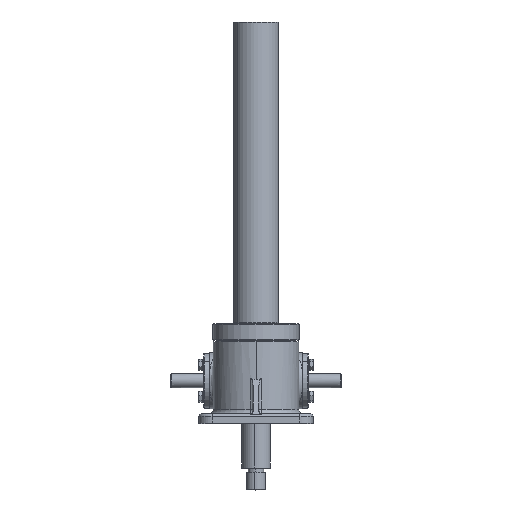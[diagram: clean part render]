
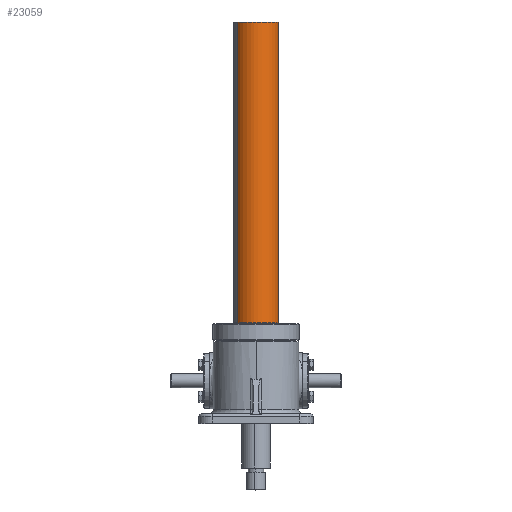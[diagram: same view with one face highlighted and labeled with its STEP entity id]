
A CAD part, top view. The second image highlights one B-rep face of the part: STEP entity #23059.
In plain terms, the highlighted cylindrical face has radius 30.163 mm (diameter 60.325 mm), a partial arc.
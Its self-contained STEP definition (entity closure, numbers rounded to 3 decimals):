
#460 = CARTESIAN_POINT ( 'NONE',  ( -205.136, 0., -30.162 ) ) ;
#1042 = CARTESIAN_POINT ( 'NONE',  ( 420.75, 0., 30.162 ) ) ;
#1666 = AXIS2_PLACEMENT_3D ( 'NONE', #9557, #21190, #23072 ) ;
#1971 = LINE ( 'NONE', #460, #16120 ) ;
#2031 = ORIENTED_EDGE ( 'NONE', *, *, #20100, .T. ) ;
#2503 = VERTEX_POINT ( 'NONE', #3703 ) ;
#2804 = ORIENTED_EDGE ( 'NONE', *, *, #19043, .F. ) ;
#2977 = LINE ( 'NONE', #7264, #8481 ) ;
#3703 = CARTESIAN_POINT ( 'NONE',  ( 420.75, 0., -30.162 ) ) ;
#4696 = ORIENTED_EDGE ( 'NONE', *, *, #17082, .F. ) ;
#5307 = DIRECTION ( 'NONE',  ( 0., 0., 1. ) ) ;
#5885 = VERTEX_POINT ( 'NONE', #13980 ) ;
#6988 = CARTESIAN_POINT ( 'NONE',  ( 19.05, 0., 30.162 ) ) ;
#7264 = CARTESIAN_POINT ( 'NONE',  ( -205.136, 0., 30.162 ) ) ;
#8378 = EDGE_LOOP ( 'NONE', ( #4696, #2031, #13937, #2804 ) ) ;
#8481 = VECTOR ( 'NONE', #22284, 1000. ) ;
#8825 = CARTESIAN_POINT ( 'NONE',  ( 420.75, 0., 0. ) ) ;
#9439 = CYLINDRICAL_SURFACE ( 'NONE', #1666, 30.162 ) ;
#9557 = CARTESIAN_POINT ( 'NONE',  ( -205.136, 0., 0. ) ) ;
#10048 = DIRECTION ( 'NONE',  ( -1., 0., 0. ) ) ;
#12054 = CARTESIAN_POINT ( 'NONE',  ( 19.05, 0., 0. ) ) ;
#12769 = AXIS2_PLACEMENT_3D ( 'NONE', #8825, #16614, #5307 ) ;
#13460 = FACE_OUTER_BOUND ( 'NONE', #8378, .T. ) ;
#13937 = ORIENTED_EDGE ( 'NONE', *, *, #15438, .T. ) ;
#13980 = CARTESIAN_POINT ( 'NONE',  ( 19.05, 0., -30.162 ) ) ;
#15438 = EDGE_CURVE ( 'NONE', #24425, #22515, #2977, .T. ) ;
#16120 = VECTOR ( 'NONE', #21020, 1000. ) ;
#16614 = DIRECTION ( 'NONE',  ( -1., 0., 0. ) ) ;
#17082 = EDGE_CURVE ( 'NONE', #2503, #5885, #1971, .T. ) ;
#17401 = CIRCLE ( 'NONE', #22993, 30.162 ) ;
#17800 = DIRECTION ( 'NONE',  ( 0., 0., 1. ) ) ;
#19043 = EDGE_CURVE ( 'NONE', #5885, #22515, #17401, .T. ) ;
#20100 = EDGE_CURVE ( 'NONE', #2503, #24425, #23960, .T. ) ;
#21020 = DIRECTION ( 'NONE',  ( -1., 0., 0. ) ) ;
#21190 = DIRECTION ( 'NONE',  ( -1., 0., 0. ) ) ;
#22284 = DIRECTION ( 'NONE',  ( -1., 0., 0. ) ) ;
#22515 = VERTEX_POINT ( 'NONE', #6988 ) ;
#22993 = AXIS2_PLACEMENT_3D ( 'NONE', #12054, #10048, #17800 ) ;
#23059 = ADVANCED_FACE ( 'NONE', ( #13460 ), #9439, .T. ) ;
#23072 = DIRECTION ( 'NONE',  ( 0., 0., 1. ) ) ;
#23960 = CIRCLE ( 'NONE', #12769, 30.162 ) ;
#24425 = VERTEX_POINT ( 'NONE', #1042 ) ;
